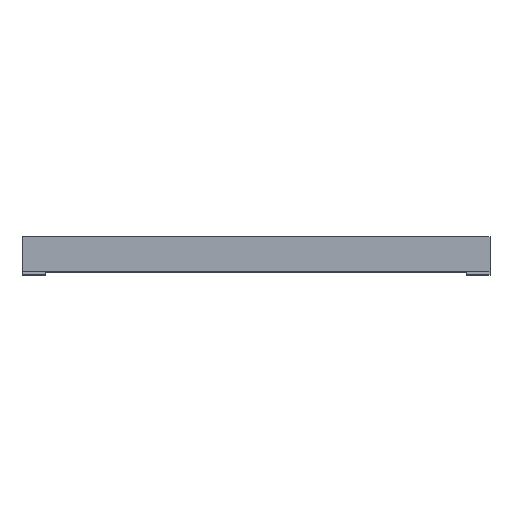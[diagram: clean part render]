
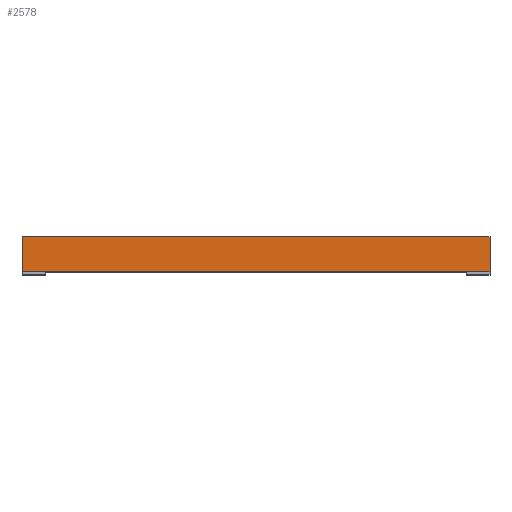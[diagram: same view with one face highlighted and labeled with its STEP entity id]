
A CAD part, top view. The second image highlights one B-rep face of the part: STEP entity #2578.
In plain terms, the highlighted planar face has unit normal (0, 0, 1).
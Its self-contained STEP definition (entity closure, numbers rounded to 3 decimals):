
#86 = VERTEX_POINT ( 'NONE', #2746 ) ;
#404 = AXIS2_PLACEMENT_3D ( 'NONE', #1603, #3419, #2769 ) ;
#417 = DIRECTION ( 'NONE',  ( 1., 0., 0. ) ) ;
#423 = CARTESIAN_POINT ( 'NONE',  ( -4., 0.05, 3. ) ) ;
#470 = LINE ( 'NONE', #423, #1992 ) ;
#719 = DIRECTION ( 'NONE',  ( 1., 0., 0. ) ) ;
#816 = EDGE_CURVE ( 'NONE', #1485, #86, #3432, .T. ) ;
#957 = ORIENTED_EDGE ( 'NONE', *, *, #816, .T. ) ;
#983 = EDGE_CURVE ( 'NONE', #86, #1612, #470, .T. ) ;
#1209 = DIRECTION ( 'NONE',  ( 0., -1., 0. ) ) ;
#1485 = VERTEX_POINT ( 'NONE', #2414 ) ;
#1603 = CARTESIAN_POINT ( 'NONE',  ( -4., 11.3, 3. ) ) ;
#1612 = VERTEX_POINT ( 'NONE', #1878 ) ;
#1646 = DIRECTION ( 'NONE',  ( 0., -1., 0. ) ) ;
#1761 = ORIENTED_EDGE ( 'NONE', *, *, #2704, .F. ) ;
#1798 = VECTOR ( 'NONE', #1209, 1000. ) ;
#1878 = CARTESIAN_POINT ( 'NONE',  ( 4., 0.05, 3. ) ) ;
#1933 = CARTESIAN_POINT ( 'NONE',  ( -4., 0.65, 3. ) ) ;
#1992 = VECTOR ( 'NONE', #719, 1000. ) ;
#2126 = ORIENTED_EDGE ( 'NONE', *, *, #3004, .F. ) ;
#2186 = PLANE ( 'NONE',  #404 ) ;
#2414 = CARTESIAN_POINT ( 'NONE',  ( -4., 0.65, 3. ) ) ;
#2500 = FACE_OUTER_BOUND ( 'NONE', #3955, .T. ) ;
#2578 = ADVANCED_FACE ( 'NONE', ( #2500 ), #2186, .F. ) ;
#2594 = VECTOR ( 'NONE', #417, 1000. ) ;
#2621 = VECTOR ( 'NONE', #1646, 1000. ) ;
#2704 = EDGE_CURVE ( 'NONE', #3608, #1612, #3909, .T. ) ;
#2746 = CARTESIAN_POINT ( 'NONE',  ( -4., 0.05, 3. ) ) ;
#2769 = DIRECTION ( 'NONE',  ( -1., 0., 0. ) ) ;
#3004 = EDGE_CURVE ( 'NONE', #1485, #3608, #3460, .T. ) ;
#3022 = ORIENTED_EDGE ( 'NONE', *, *, #983, .T. ) ;
#3179 = CARTESIAN_POINT ( 'NONE',  ( -4., 11.3, 3. ) ) ;
#3329 = CARTESIAN_POINT ( 'NONE',  ( 4., 11.3, 3. ) ) ;
#3419 = DIRECTION ( 'NONE',  ( 0., 0., -1. ) ) ;
#3432 = LINE ( 'NONE', #3179, #2621 ) ;
#3460 = LINE ( 'NONE', #1933, #2594 ) ;
#3608 = VERTEX_POINT ( 'NONE', #3640 ) ;
#3640 = CARTESIAN_POINT ( 'NONE',  ( 4., 0.65, 3. ) ) ;
#3909 = LINE ( 'NONE', #3329, #1798 ) ;
#3955 = EDGE_LOOP ( 'NONE', ( #2126, #957, #3022, #1761 ) ) ;
